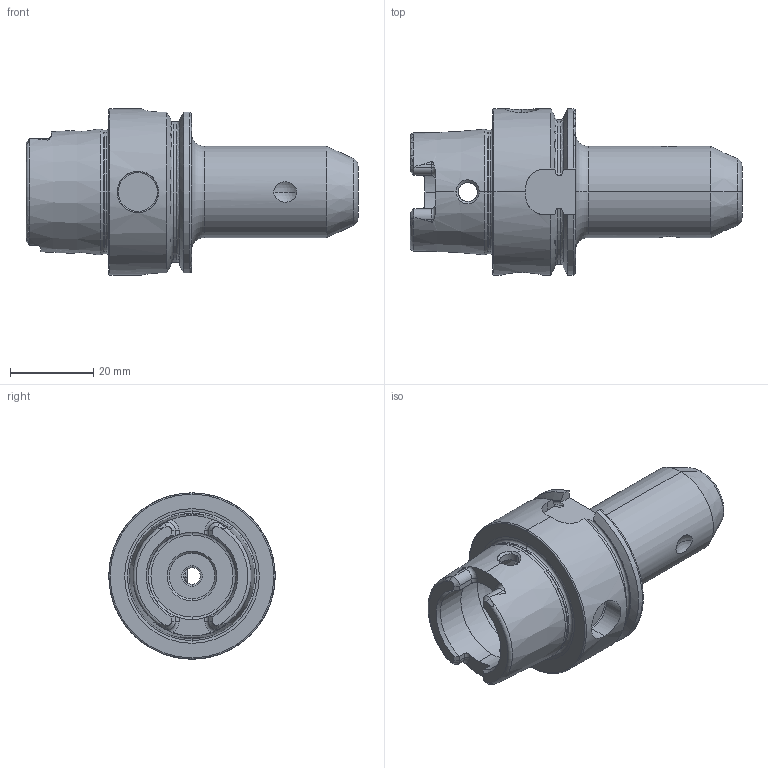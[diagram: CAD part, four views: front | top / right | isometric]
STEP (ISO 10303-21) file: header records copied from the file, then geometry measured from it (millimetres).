
FILE_DESCRIPTION (( 'STEP AP203' ), '1' );
FILE_NAME ('HA4.W04.K01.060.STEP', '2024-08-16T14:34:21', ( '' ), ( '' ), 'SwSTEP 2.0', 'SolidWorks 2022', '' );
FILE_SCHEMA (( 'CONFIG_CONTROL_DESIGN' ));
Length unit declared in the file: millimetre
Products named in the file (3): HA4-W04.K01.060_B_Fertigbearbeitung; HA4.W04.K01.060; W04-ER1.001.010
Assembly tree (2 placements, depth 2):
  HA4.W04.K01.060
    HA4-W04.K01.060_B_Fertigbearbeitung
    W04-ER1.001.010
Bounding box: 79.9 x 40 x 40 mm (x, y, z)
Volume: 37646.6 mm3; surface area: 12959.9 mm2
Topology: 2 solids, 2 shells, 190 faces, 479 edges, 297 vertices
Faces by surface type: cylinder 56, plane 55, torus 37, cone 34, bspline 6, sphere 2
Entity records: 7386 total; most frequent: CARTESIAN_POINT 2642, ORIENTED_EDGE 954, DIRECTION 917, EDGE_CURVE 477, AXIS2_PLACEMENT_3D 372, VERTEX_POINT 297, EDGE_LOOP 204, FACE_OUTER_BOUND 190
